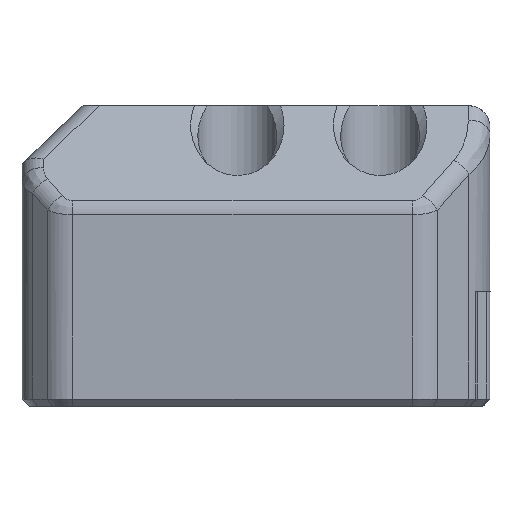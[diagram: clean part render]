
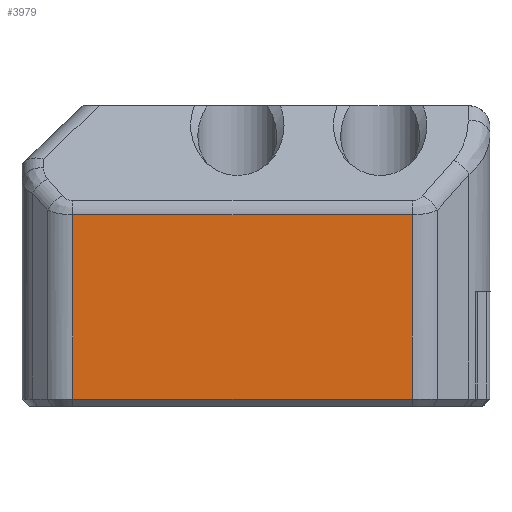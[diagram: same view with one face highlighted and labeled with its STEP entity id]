
A CAD part, left-side view. The second image highlights one B-rep face of the part: STEP entity #3979.
In plain terms, the highlighted planar face has unit normal (-1, 0, 0).
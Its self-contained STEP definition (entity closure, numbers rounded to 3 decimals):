
#501=FACE_OUTER_BOUND('',#733,.T.);
#733=EDGE_LOOP('',(#3263,#3264,#3265,#3266));
#1014=LINE('',#6244,#1390);
#1117=LINE('',#6500,#1493);
#1118=LINE('',#6503,#1494);
#1119=LINE('',#6504,#1495);
#1390=VECTOR('',#4996,10.);
#1493=VECTOR('',#5295,5.);
#1494=VECTOR('',#5298,10.);
#1495=VECTOR('',#5299,10.);
#1778=VERTEX_POINT('',#6238);
#1779=VERTEX_POINT('',#6242);
#1830=VERTEX_POINT('',#6498);
#1831=VERTEX_POINT('',#6502);
#2214=EDGE_CURVE('',#1778,#1779,#1014,.T.);
#2342=EDGE_CURVE('',#1778,#1830,#1117,.T.);
#2343=EDGE_CURVE('',#1831,#1830,#1118,.T.);
#2344=EDGE_CURVE('',#1779,#1831,#1119,.T.);
#3263=ORIENTED_EDGE('',*,*,#2214,.F.);
#3264=ORIENTED_EDGE('',*,*,#2342,.T.);
#3265=ORIENTED_EDGE('',*,*,#2343,.F.);
#3266=ORIENTED_EDGE('',*,*,#2344,.F.);
#3810=PLANE('',#4331);
#3979=ADVANCED_FACE('',(#501),#3810,.T.);
#4331=AXIS2_PLACEMENT_3D('',#6501,#5296,#5297);
#4996=DIRECTION('',(0.,0.,-1.));
#5295=DIRECTION('',(0.,1.,0.));
#5296=DIRECTION('center_axis',(-1.,0.,0.));
#5297=DIRECTION('ref_axis',(0.,0.,
1.));
#5298=DIRECTION('',(0.,0.,1.));
#5299=DIRECTION('',(0.,1.,0.));
#6238=CARTESIAN_POINT('',(-40.,244.,54.272));
#6242=CARTESIAN_POINT('',(-40.,244.,6.971));
#6244=CARTESIAN_POINT('',(-40.,244.,21.05));
#6498=CARTESIAN_POINT('',(-40.,269.675,54.272));
#6500=CARTESIAN_POINT('',(-40.,251.,54.272));
#6501=CARTESIAN_POINT('Origin',(-40.,251.,1.9));
#6502=CARTESIAN_POINT('',(-40.,269.675,6.971));
#6503=CARTESIAN_POINT('',(-40.,269.675,33.5));
#6504=CARTESIAN_POINT('',(-40.,251.,6.971));
